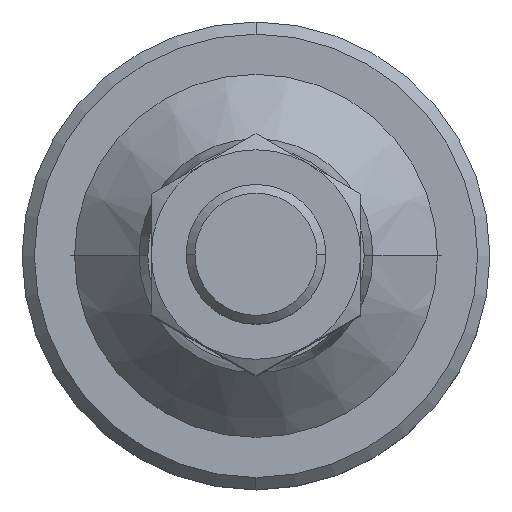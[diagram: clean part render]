
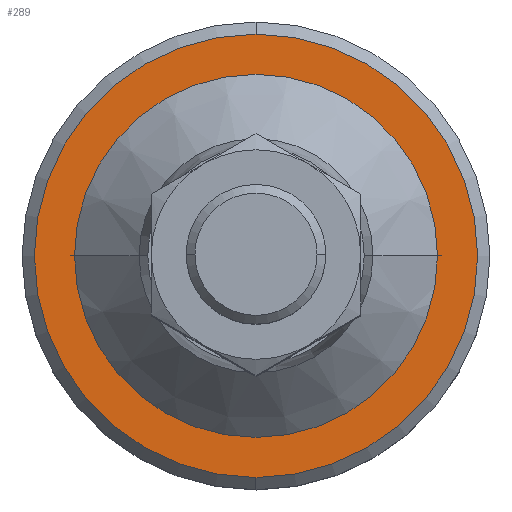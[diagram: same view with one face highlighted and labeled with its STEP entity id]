
A CAD part, top view. The second image highlights one B-rep face of the part: STEP entity #289.
In plain terms, the highlighted planar face has unit normal (0, 0, 1).
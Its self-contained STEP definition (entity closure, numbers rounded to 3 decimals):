
#289=ADVANCED_FACE('',(#574,#575),#576,.T.);
#574=FACE_OUTER_BOUND('',#856,.T.);
#575=FACE_BOUND('',#857,.T.);
#576=PLANE('',#858);
#856=EDGE_LOOP('',(#1549,#1550));
#857=EDGE_LOOP('',(#1551,#1552));
#858=AXIS2_PLACEMENT_3D('',#1553,#1554,#1555);
#1549=ORIENTED_EDGE('',*,*,#1828,.T.);
#1550=ORIENTED_EDGE('',*,*,#1823,.T.);
#1551=ORIENTED_EDGE('',*,*,#1833,.T.);
#1552=ORIENTED_EDGE('',*,*,#1815,.T.);
#1553=CARTESIAN_POINT('',(0.0,0.0,19.5));
#1554=DIRECTION('',(0.0,0.0,1.0));
#1555=DIRECTION('',(1.0,0.0,0.0));
#1815=EDGE_CURVE('',#2184,#2186,#2188,.T.);
#1823=EDGE_CURVE('',#2200,#2198,#2201,.T.);
#1828=EDGE_CURVE('',#2198,#2200,#2207,.T.);
#1833=EDGE_CURVE('',#2186,#2184,#2212,.T.);
#2184=VERTEX_POINT('',#3035);
#2186=VERTEX_POINT('',#3038);
#2188=CIRCLE('',#3041,26.);
#2198=VERTEX_POINT('',#3053);
#2200=VERTEX_POINT('',#3056);
#2201=CIRCLE('',#3057,31.75);
#2207=CIRCLE('',#3064,31.75);
#2212=CIRCLE('',#3069,26.);
#3035=CARTESIAN_POINT('',(-26.,0.,19.5));
#3038=CARTESIAN_POINT('',(26.,0.,19.5));
#3041=AXIS2_PLACEMENT_3D('',#3346,#3347,#3348);
#3053=CARTESIAN_POINT('',(0.,31.75,19.5));
#3056=CARTESIAN_POINT('',(0.,-31.75,19.5));
#3057=AXIS2_PLACEMENT_3D('',#3358,#3359,#3360);
#3064=AXIS2_PLACEMENT_3D('',#3368,#3369,#3370);
#3069=AXIS2_PLACEMENT_3D('',#3377,#3378,#3379);
#3346=CARTESIAN_POINT('',(0.0,0.,19.5));
#3347=DIRECTION('',(-0.0,0.0,-1.0));
#3348=DIRECTION('',(-1.0,0.0,0.0));
#3358=CARTESIAN_POINT('',(0.,0.0,19.5));
#3359=DIRECTION('',(0.0,-0.0,1.0));
#3360=DIRECTION('',(0.0,1.0,0.0));
#3368=CARTESIAN_POINT('',(0.,0.0,19.5));
#3369=DIRECTION('',(0.0,-0.0,1.0));
#3370=DIRECTION('',(0.0,1.0,0.0));
#3377=CARTESIAN_POINT('',(0.0,0.,19.5));
#3378=DIRECTION('',(-0.0,0.0,-1.0));
#3379=DIRECTION('',(-1.0,0.0,0.0));
